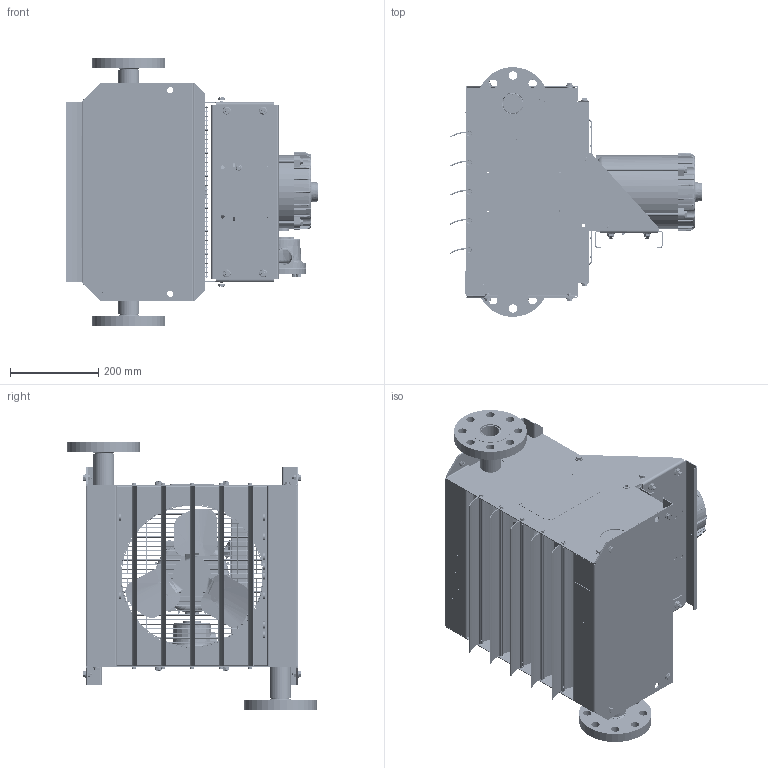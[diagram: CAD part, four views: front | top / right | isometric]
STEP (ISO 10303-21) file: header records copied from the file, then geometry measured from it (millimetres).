
FILE_DESCRIPTION (( 'STEP AP214' ), '1' );
FILE_NAME ('HHP2-12-GA-Class 3000 8 bolt flange.STEP', '2018-02-13T21:57:08', ( 'jose' ), ( 'Microsoft' ), 'SwSTEP 2.0', 'SolidWorks 2018', '' );
FILE_SCHEMA (( 'AUTOMOTIVE_DESIGN' ));
Length unit declared in the file: inch
Products named in the file (1): HHP2-12-GA-Class 3000 8 bolt flange
Bounding box: 572.61 x 566.1 x 608.46 mm (x, y, z)
Surface area: 3263092.7 mm2 (no closed solid volume)
Topology: 0 solids, 443 shells, 2988 faces, 9979 edges, 7032 vertices
Faces by surface type: cylinder 1024, plane 974, cone 473, torus 401, bspline 116
Entity records: 163316 total; most frequent: CARTESIAN_POINT 40556, DIRECTION 17800, ORIENTED_EDGE 15251, EDGE_CURVE 9977, VERTEX_POINT 7032, AXIS2_PLACEMENT_3D 6984, CIRCLE 4111, VECTOR 3832
